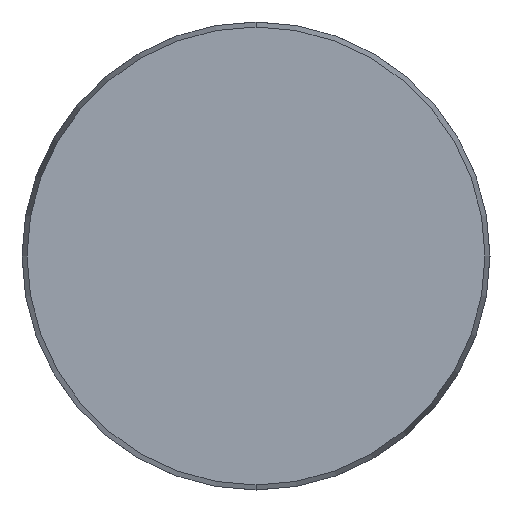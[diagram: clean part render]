
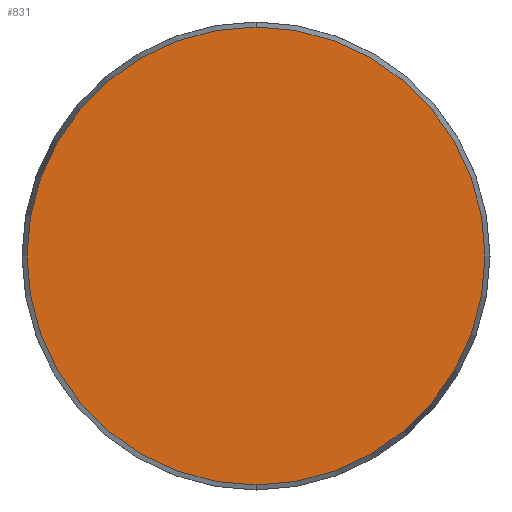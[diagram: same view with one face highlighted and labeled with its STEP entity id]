
A CAD part, front view. The second image highlights one B-rep face of the part: STEP entity #831.
In plain terms, the highlighted planar face has unit normal (0, -1, 0).
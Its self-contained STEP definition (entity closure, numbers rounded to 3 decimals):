
#49 = DIRECTION ( 'NONE',  ( 0., 0., -1. ) ) ;
#55 = DIRECTION ( 'NONE',  ( 0., 1., 0. ) ) ;
#102 = CARTESIAN_POINT ( 'NONE',  ( 0., 0., 0. ) ) ;
#270 = AXIS2_PLACEMENT_3D ( 'NONE', #102, #410, #49 ) ;
#279 = PLANE ( 'NONE',  #936 ) ;
#330 = DIRECTION ( 'NONE',  ( 0., -1., 0. ) ) ;
#353 = VERTEX_POINT ( 'NONE', #657 ) ;
#410 = DIRECTION ( 'NONE',  ( 0., -1., 0. ) ) ;
#523 = CARTESIAN_POINT ( 'NONE',  ( -39.143, 0., 0. ) ) ;
#572 = VERTEX_POINT ( 'NONE', #929 ) ;
#590 = CIRCLE ( 'NONE', #270, 39.143 ) ;
#651 = DIRECTION ( 'NONE',  ( 0., 0., -1. ) ) ;
#657 = CARTESIAN_POINT ( 'NONE',  ( 0., 0., 39.143 ) ) ;
#673 = ORIENTED_EDGE ( 'NONE', *, *, #754, .T. ) ;
#689 = EDGE_LOOP ( 'NONE', ( #943, #673 ) ) ;
#702 = EDGE_CURVE ( 'NONE', #353, #572, #590, .T. ) ;
#742 = FACE_OUTER_BOUND ( 'NONE', #689, .T. ) ;
#754 = EDGE_CURVE ( 'NONE', #572, #353, #969, .T. ) ;
#829 = AXIS2_PLACEMENT_3D ( 'NONE', #944, #330, #651 ) ;
#831 = ADVANCED_FACE ( 'NONE', ( #742 ), #279, .F. ) ;
#835 = DIRECTION ( 'NONE',  ( 0., 0., 1. ) ) ;
#929 = CARTESIAN_POINT ( 'NONE',  ( 0., 0., -39.143 ) ) ;
#936 = AXIS2_PLACEMENT_3D ( 'NONE', #523, #55, #835 ) ;
#943 = ORIENTED_EDGE ( 'NONE', *, *, #702, .T. ) ;
#944 = CARTESIAN_POINT ( 'NONE',  ( 0., 0., 0. ) ) ;
#969 = CIRCLE ( 'NONE', #829, 39.143 ) ;
